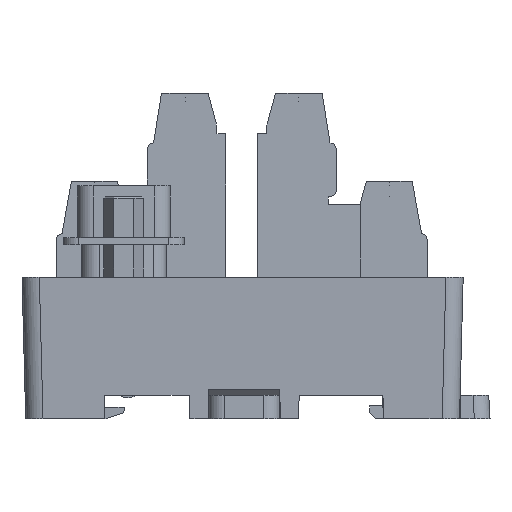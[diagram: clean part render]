
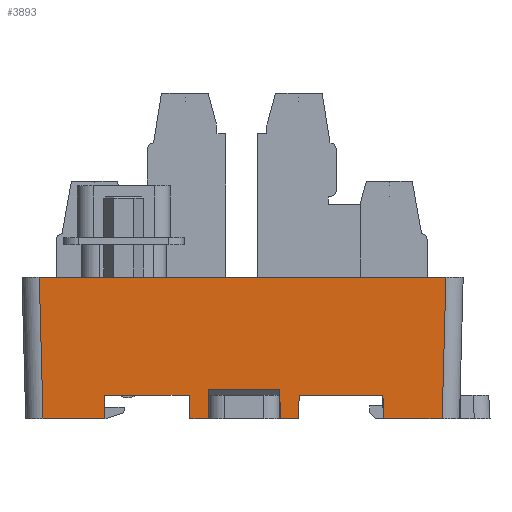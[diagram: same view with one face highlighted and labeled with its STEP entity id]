
A CAD part, left-side view. The second image highlights one B-rep face of the part: STEP entity #3893.
In plain terms, the highlighted planar face has unit normal (-1, 0, -0.026).
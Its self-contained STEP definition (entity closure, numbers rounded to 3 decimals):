
#2030=FACE_OUTER_BOUND('',#9616,.T.);
#3893=ADVANCED_FACE('',(#2030),#6012,.T.);
#6012=PLANE('',#40317);
#9616=EDGE_LOOP('',(#12782,#12783,#12784,#12785,#12786,#12787,#12788,#12789,
#12790,#12791,#12792,#12793,#12794,#12795,#12796,#12797));
#12782=ORIENTED_EDGE('',*,*,#27131,.T.);
#12783=ORIENTED_EDGE('',*,*,#27132,.F.);
#12784=ORIENTED_EDGE('',*,*,#27133,.T.);
#12785=ORIENTED_EDGE('',*,*,#26871,.T.);
#12786=ORIENTED_EDGE('',*,*,#27134,.T.);
#12787=ORIENTED_EDGE('',*,*,#27135,.T.);
#12788=ORIENTED_EDGE('',*,*,#27136,.T.);
#12789=ORIENTED_EDGE('',*,*,#27137,.T.);
#12790=ORIENTED_EDGE('',*,*,#27138,.T.);
#12791=ORIENTED_EDGE('',*,*,#27139,.T.);
#12792=ORIENTED_EDGE('',*,*,#27129,.F.);
#12793=ORIENTED_EDGE('',*,*,#26881,.T.);
#12794=ORIENTED_EDGE('',*,*,#27140,.F.);
#12795=ORIENTED_EDGE('',*,*,#27141,.F.);
#12796=ORIENTED_EDGE('',*,*,#27142,.T.);
#12797=ORIENTED_EDGE('',*,*,#27143,.F.);
#23188=VERTEX_POINT('',#53418);
#23189=VERTEX_POINT('',#53420);
#23198=VERTEX_POINT('',#53438);
#23199=VERTEX_POINT('',#53440);
#23381=VERTEX_POINT('',#53938);
#23382=VERTEX_POINT('',#53942);
#23383=VERTEX_POINT('',#53943);
#23384=VERTEX_POINT('',#53945);
#23385=VERTEX_POINT('',#53948);
#23386=VERTEX_POINT('',#53950);
#23387=VERTEX_POINT('',#53952);
#23388=VERTEX_POINT('',#53954);
#23389=VERTEX_POINT('',#53956);
#23390=VERTEX_POINT('',#53959);
#23391=VERTEX_POINT('',#53961);
#23392=VERTEX_POINT('',#53963);
#26871=EDGE_CURVE('',#23189,#23188,#32197,.T.);
#26881=EDGE_CURVE('',#23199,#23198,#32205,.T.);
#27129=EDGE_CURVE('',#23199,#23381,#32436,.T.);
#27131=EDGE_CURVE('',#23382,#23383,#32438,.T.);
#27132=EDGE_CURVE('',#23384,#23383,#32439,.T.);
#27133=EDGE_CURVE('',#23384,#23189,#32440,.T.);
#27134=EDGE_CURVE('',#23188,#23385,#32441,.T.);
#27135=EDGE_CURVE('',#23385,#23386,#32442,.T.);
#27136=EDGE_CURVE('',#23386,#23387,#32443,.T.);
#27137=EDGE_CURVE('',#23387,#23388,#32444,.T.);
#27138=EDGE_CURVE('',#23388,#23389,#32445,.T.);
#27139=EDGE_CURVE('',#23389,#23381,#32446,.T.);
#27140=EDGE_CURVE('',#23390,#23198,#32447,.T.);
#27141=EDGE_CURVE('',#23391,#23390,#32448,.T.);
#27142=EDGE_CURVE('',#23391,#23392,#32449,.T.);
#27143=EDGE_CURVE('',#23382,#23392,#32450,.T.);
#32197=LINE('',#53419,#36262);
#32205=LINE('',#53439,#36270);
#32436=LINE('',#53937,#36501);
#32438=LINE('',#53941,#36503);
#32439=LINE('',#53944,#36504);
#32440=LINE('',#53946,#36505);
#32441=LINE('',#53947,#36506);
#32442=LINE('',#53949,#36507);
#32443=LINE('',#53951,#36508);
#32444=LINE('',#53953,#36509);
#32445=LINE('',#53955,#36510);
#32446=LINE('',#53957,#36511);
#32447=LINE('',#53958,#36512);
#32448=LINE('',#53960,#36513);
#32449=LINE('',#53962,#36514);
#32450=LINE('',#53964,#36515);
#36262=VECTOR('',#43326,1.);
#36270=VECTOR('',#43338,1.);
#36501=VECTOR('',#43739,1.);
#36503=VECTOR('',#43743,1.);
#36504=VECTOR('',#43744,1.);
#36505=VECTOR('',#43745,1.);
#36506=VECTOR('',#43746,1.);
#36507=VECTOR('',#43747,1.);
#36508=VECTOR('',#43748,1.);
#36509=VECTOR('',#43749,1.);
#36510=VECTOR('',#43750,1.);
#36511=VECTOR('',#43751,1.);
#36512=VECTOR('',#43752,1.);
#36513=VECTOR('',#43753,1.);
#36514=VECTOR('',#43754,1.);
#36515=VECTOR('',#43755,1.);
#40317=AXIS2_PLACEMENT_3D('',#53965,#43756,#43757);
#43326=DIRECTION('',(0.,-1.,0.));
#43338=DIRECTION('',(0.,-1.,0.));
#43739=DIRECTION('',(0.026,0.017,-1.));
#43743=DIRECTION('',(0.026,-0.009,-1.));
#43744=DIRECTION('',(0.,1.,0.));
#43745=DIRECTION('',(-0.026,-0.035,0.999));
#43746=DIRECTION('',(0.026,-0.017,-1.));
#43747=DIRECTION('',(0.,-1.,0.));
#43748=DIRECTION('',(-0.026,-0.026,0.999));
#43749=DIRECTION('',(0.,1.,0.));
#43750=DIRECTION('',(0.026,-0.026,-0.999));
#43751=DIRECTION('',(0.,-1.,0.));
#43752=DIRECTION('',(-0.026,0.035,0.999));
#43753=DIRECTION('',(0.,1.,0.));
#43754=DIRECTION('',(-0.026,-0.009,1.));
#43755=DIRECTION('',(0.,1.,0.));
#43756=DIRECTION('',(-1.,0.,-0.026));
#43757=DIRECTION('',(-0.026,0.,1.));
#53418=CARTESIAN_POINT('',(-254.057,-18.086,-13.25));
#53419=CARTESIAN_POINT('',(-254.057,-0.436,-13.25));
#53420=CARTESIAN_POINT('',(-254.057,-7.436,-13.25));
#53438=CARTESIAN_POINT('',(-254.057,6.564,-13.25));
#53439=CARTESIAN_POINT('',(-254.057,-0.436,-13.25));
#53440=CARTESIAN_POINT('',(-254.057,17.314,-13.25));
#53937=CARTESIAN_POINT('',(-254.026,17.335,-14.454));
#53938=CARTESIAN_POINT('',(-253.979,17.366,-16.25));
#53941=CARTESIAN_POINT('',(-254.026,-4.997,-14.454));
#53942=CARTESIAN_POINT('',(-254.076,-4.98,-12.524));
#53943=CARTESIAN_POINT('',(-253.979,-5.012,-16.25));
#53944=CARTESIAN_POINT('',(-253.979,-0.436,-16.25));
#53945=CARTESIAN_POINT('',(-253.979,-7.331,-16.25));
#53946=CARTESIAN_POINT('',(-254.443,-7.95,1.468));
#53947=CARTESIAN_POINT('',(-254.458,-17.819,2.059));
#53948=CARTESIAN_POINT('',(-253.979,-18.138,-16.25));
#53949=CARTESIAN_POINT('',(-253.979,-0.436,-16.25));
#53950=CARTESIAN_POINT('',(-253.979,-25.616,-16.25));
#53951=CARTESIAN_POINT('',(-254.433,-26.07,1.09));
#53952=CARTESIAN_POINT('',(-254.45,-26.087,1.75));
#53953=CARTESIAN_POINT('',(-254.45,0.064,1.75));
#53954=CARTESIAN_POINT('',(-254.45,25.615,1.75));
#53955=CARTESIAN_POINT('',(-254.433,25.597,1.09));
#53956=CARTESIAN_POINT('',(-253.979,25.143,-16.25));
#53957=CARTESIAN_POINT('',(-253.979,0.064,-16.25));
#53958=CARTESIAN_POINT('',(-254.026,6.522,-14.452));
#53959=CARTESIAN_POINT('',(-253.979,6.459,-16.25));
#53960=CARTESIAN_POINT('',(-253.979,-0.436,-16.25));
#53961=CARTESIAN_POINT('',(-253.979,4.14,-16.25));
#53962=CARTESIAN_POINT('',(-254.026,4.124,-14.454));
#53963=CARTESIAN_POINT('',(-254.076,4.108,-12.524));
#53964=CARTESIAN_POINT('',(-254.076,209.009,-12.524));
#53965=CARTESIAN_POINT('',(-254.45,0.064,1.747));
